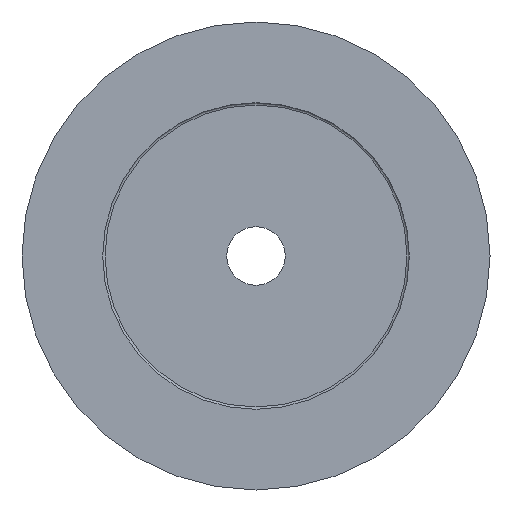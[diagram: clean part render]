
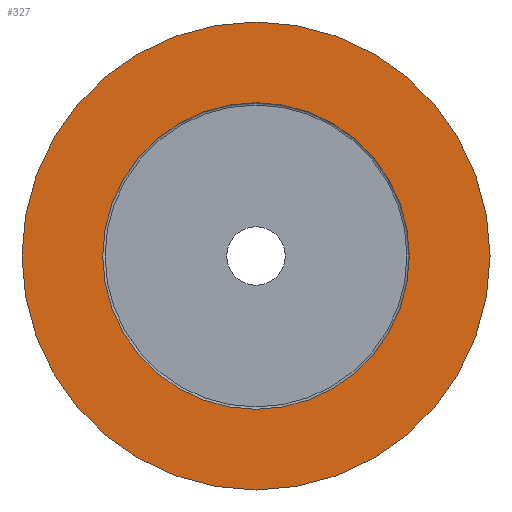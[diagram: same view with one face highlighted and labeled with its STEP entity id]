
A CAD part, left-side view. The second image highlights one B-rep face of the part: STEP entity #327.
In plain terms, the highlighted planar face has unit normal (-1, 0, 0).
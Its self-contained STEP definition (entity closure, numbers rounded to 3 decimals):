
#201 = DIRECTION ( 'NONE',  ( -1., 0., 0. ) ) ;
#210 = AXIS2_PLACEMENT_3D ( 'NONE', #2576, #201, #6854 ) ;
#327 = ADVANCED_FACE ( 'NONE', ( #5558, #4688 ), #4780, .T. ) ;
#443 = ORIENTED_EDGE ( 'NONE', *, *, #6098, .F. ) ;
#1468 = CIRCLE ( 'NONE', #6319, 20. ) ;
#1861 = DIRECTION ( 'NONE',  ( 1., 0., 0. ) ) ;
#2576 = CARTESIAN_POINT ( 'NONE',  ( 0., 0., 0. ) ) ;
#2922 = DIRECTION ( 'NONE',  ( -1., 0., 0. ) ) ;
#3002 = ORIENTED_EDGE ( 'NONE', *, *, #3241, .F. ) ;
#3241 = EDGE_CURVE ( 'NONE', #5548, #5548, #6522, .T. ) ;
#3531 = DIRECTION ( 'NONE',  ( 0., 0., 1. ) ) ;
#3562 = CARTESIAN_POINT ( 'NONE',  ( 0., 20., 0. ) ) ;
#3610 = CARTESIAN_POINT ( 'NONE',  ( 0., 0., 13.1 ) ) ;
#4133 = CARTESIAN_POINT ( 'NONE',  ( 0., 0., -20. ) ) ;
#4688 = FACE_OUTER_BOUND ( 'NONE', #5955, .T. ) ;
#4780 = PLANE ( 'NONE',  #5938 ) ;
#4876 = CARTESIAN_POINT ( 'NONE',  ( 0., 0., 0. ) ) ;
#5548 = VERTEX_POINT ( 'NONE', #3610 ) ;
#5558 = FACE_BOUND ( 'NONE', #5569, .T. ) ;
#5569 = EDGE_LOOP ( 'NONE', ( #3002 ) ) ;
#5741 = VERTEX_POINT ( 'NONE', #4133 ) ;
#5938 = AXIS2_PLACEMENT_3D ( 'NONE', #3562, #2922, #3531 ) ;
#5955 = EDGE_LOOP ( 'NONE', ( #443 ) ) ;
#6098 = EDGE_CURVE ( 'NONE', #5741, #5741, #1468, .T. ) ;
#6111 = DIRECTION ( 'NONE',  ( 0., 0., -1. ) ) ;
#6319 = AXIS2_PLACEMENT_3D ( 'NONE', #4876, #1861, #6111 ) ;
#6522 = CIRCLE ( 'NONE', #210, 13.1 ) ;
#6854 = DIRECTION ( 'NONE',  ( 0., 0., 1. ) ) ;
